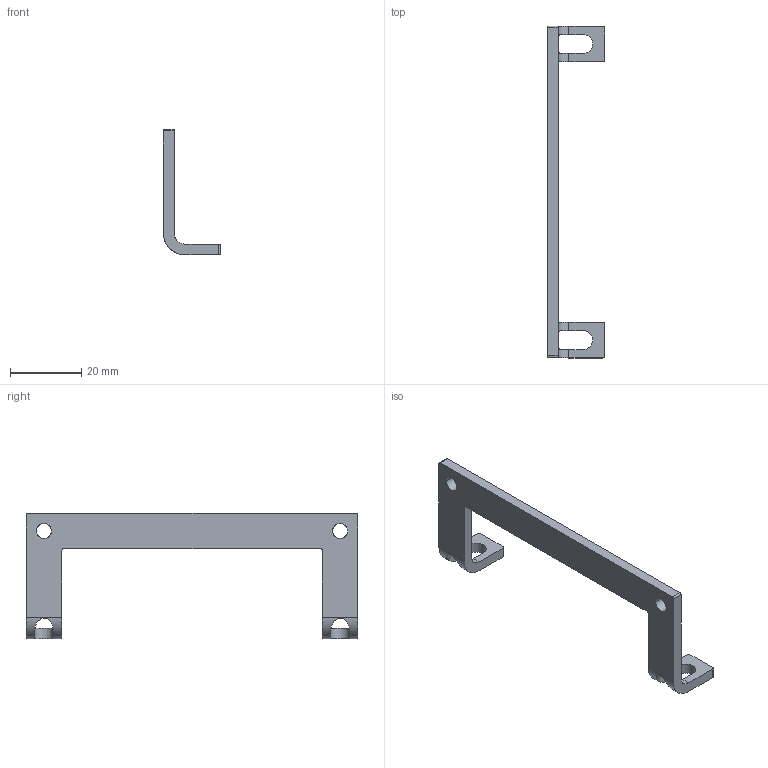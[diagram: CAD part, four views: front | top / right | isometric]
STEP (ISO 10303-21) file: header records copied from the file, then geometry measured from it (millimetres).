
FILE_DESCRIPTION(('CATIA V5 STEP Exchange','CAx-IF Rec.Pracs.--- Model Styling and Organization---1.4--- 2014-01-23'),'2;1');
FILE_NAME ('D1463349_1', '2019-02-18T10:58:19+00:00', ('none'), ('Weidmueller'), 'CATIA Version 5-6 Release 2016 SP3 HF44', 'CATIA V5 STEP AP214', 'none');
FILE_SCHEMA(('AUTOMOTIVE_DESIGN { 1 0 10303 214 1 1 1 1 }'));
Length unit declared in the file: millimetre
Products named in the file (1): 2583930000 CABTITE CR 10_6 EMV
Bounding box: 16 x 93 x 35.23 mm (x, y, z)
Volume: 4490.8 mm3; surface area: 4320.1 mm2
Topology: 1 solids, 1 shells, 38 faces, 124 edges, 84 vertices
Faces by surface type: plane 18, cylinder 18, bspline 2
Entity records: 1655 total; most frequent: CARTESIAN_POINT 579, ORIENTED_EDGE 248, DIRECTION 172, EDGE_CURVE 124, VERTEX_POINT 84, VECTOR 70, LINE 70, AXIS2_PLACEMENT_3D 67
